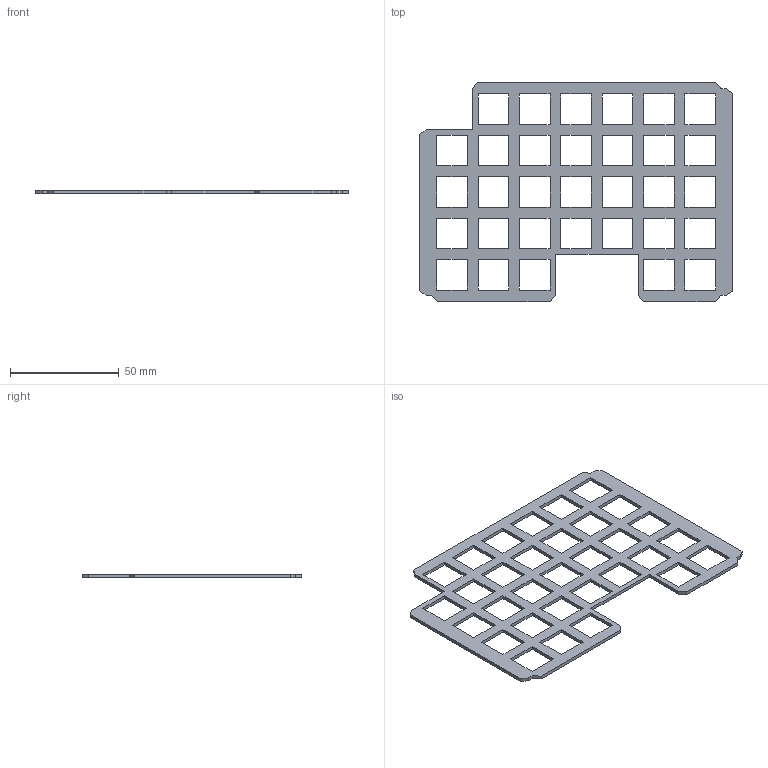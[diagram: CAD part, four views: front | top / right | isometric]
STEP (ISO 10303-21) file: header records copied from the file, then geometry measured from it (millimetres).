
FILE_DESCRIPTION(('KiCad electronic assembly'),'2;1');
FILE_NAME('keybaord.step','2025-04-25T23:03:56',('Pcbnew'),('Kicad'), 'Open CASCADE STEP processor 7.8','KiCad to STEP converter','Unknown' );
FILE_SCHEMA(('AUTOMOTIVE_DESIGN { 1 0 10303 214 1 1 1 1 }'));
Length unit declared in the file: millimetre
Products named in the file (2): keybaord 1; top_left_PCB
Assembly tree (1 placements, depth 2):
  keybaord 1
    top_left_PCB
Bounding box: 144 x 101.25 x 1.6 mm (x, y, z)
Volume: 10811.8 mm3; surface area: 17233.7 mm2
Topology: 1 solids, 1 shells, 153 faces, 453 edges, 302 vertices
Faces by surface type: plane 153
Entity records: 5172 total; most frequent: CARTESIAN_POINT 910, ORIENTED_EDGE 906, DIRECTION 763, EDGE_CURVE 453, LINE 453, VECTOR 453, VERTEX_POINT 302, FACE_BOUND 217
